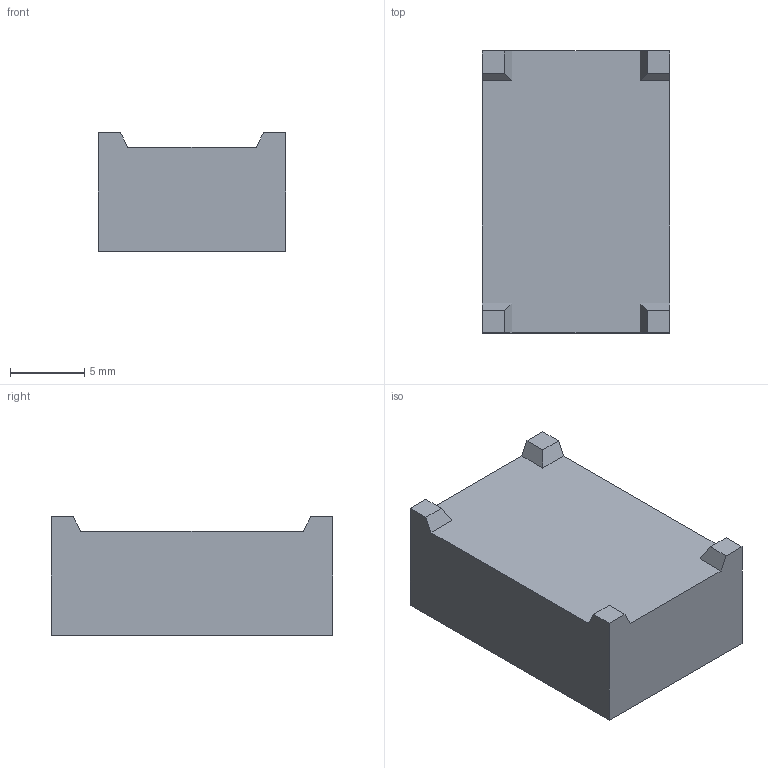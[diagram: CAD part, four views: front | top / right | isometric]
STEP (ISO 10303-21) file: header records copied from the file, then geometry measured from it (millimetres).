
FILE_DESCRIPTION (( 'STEP AP214' ), '1' );
FILE_NAME ('Display2.STEP', '2021-01-31T22:33:50', ( 'SzymonSambor' ), ( '' ), 'SwSTEP 2.0', 'SolidWorks 2019', '' );
FILE_SCHEMA (( 'AUTOMOTIVE_DESIGN' ));
Length unit declared in the file: millimetre
Products named in the file (1): Display2
Bounding box: 12.65 x 19 x 8 mm (x, y, z)
Volume: 1694.8 mm3; surface area: 1120 mm2
Topology: 9 solids, 9 shells, 124 faces, 294 edges, 196 vertices
Faces by surface type: plane 110, cylinder 14
Entity records: 4446 total; most frequent: CARTESIAN_POINT 615, ORIENTED_EDGE 588, DIRECTION 572, EDGE_CURVE 294, VECTOR 266, LINE 266, VERTEX_POINT 196, AXIS2_PLACEMENT_3D 153
